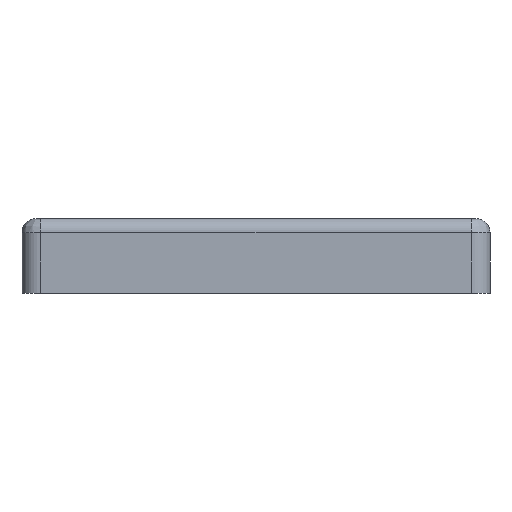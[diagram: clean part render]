
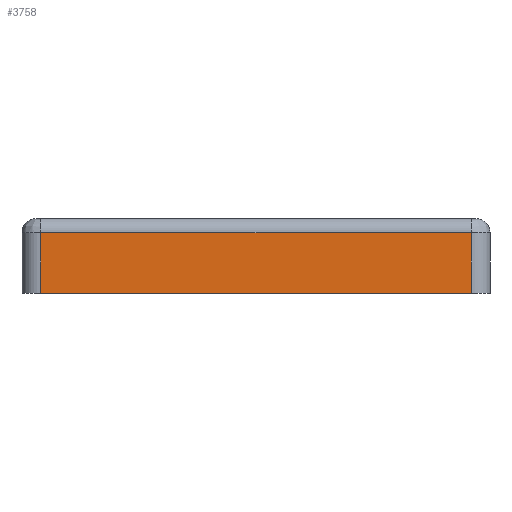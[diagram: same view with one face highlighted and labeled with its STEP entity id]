
A CAD part, front view. The second image highlights one B-rep face of the part: STEP entity #3758.
In plain terms, the highlighted planar face has unit normal (0, -1, 0).
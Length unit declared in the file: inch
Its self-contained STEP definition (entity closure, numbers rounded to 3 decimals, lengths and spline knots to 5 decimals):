
#351 = CARTESIAN_POINT ( 'NONE',  ( -1.81102, -1.9685, 0.62992 ) ) ;
#401 = DIRECTION ( 'NONE',  ( 0., 0., -1. ) ) ;
#549 = CARTESIAN_POINT ( 'NONE',  ( -1.9685, -1.9685, 0. ) ) ;
#813 = ORIENTED_EDGE ( 'NONE', *, *, #1121, .F. ) ;
#845 = LINE ( 'NONE', #351, #7097 ) ;
#1045 = ORIENTED_EDGE ( 'NONE', *, *, #9336, .F. ) ;
#1121 = EDGE_CURVE ( 'NONE', #6201, #2731, #7086, .T. ) ;
#1810 = ORIENTED_EDGE ( 'NONE', *, *, #6020, .F. ) ;
#2441 = VERTEX_POINT ( 'NONE', #6601 ) ;
#2589 = DIRECTION ( 'NONE',  ( 0., 1., 0. ) ) ;
#2731 = VERTEX_POINT ( 'NONE', #3741 ) ;
#2850 = DIRECTION ( 'NONE',  ( 0., 0., 1. ) ) ;
#3405 = CARTESIAN_POINT ( 'NONE',  ( 1.81102, -1.9685, 0.51181 ) ) ;
#3689 = FACE_OUTER_BOUND ( 'NONE', #9321, .T. ) ;
#3741 = CARTESIAN_POINT ( 'NONE',  ( 1.81102, -1.9685, 0. ) ) ;
#3758 = ADVANCED_FACE ( 'NONE', ( #3689 ), #7462, .F. ) ;
#4140 = AXIS2_PLACEMENT_3D ( 'NONE', #7495, #2589, #8308 ) ;
#4928 = ORIENTED_EDGE ( 'NONE', *, *, #7547, .F. ) ;
#5575 = DIRECTION ( 'NONE',  ( -1., 0., 0. ) ) ;
#6020 = EDGE_CURVE ( 'NONE', #2731, #2441, #9018, .T. ) ;
#6142 = VECTOR ( 'NONE', #9988, 39.37008 ) ;
#6201 = VERTEX_POINT ( 'NONE', #3405 ) ;
#6601 = CARTESIAN_POINT ( 'NONE',  ( -1.81102, -1.9685, 0. ) ) ;
#6825 = VECTOR ( 'NONE', #401, 39.37008 ) ;
#6847 = VECTOR ( 'NONE', #5575, 39.37008 ) ;
#7086 = LINE ( 'NONE', #9409, #6825 ) ;
#7097 = VECTOR ( 'NONE', #2850, 39.37008 ) ;
#7462 = PLANE ( 'NONE',  #4140 ) ;
#7495 = CARTESIAN_POINT ( 'NONE',  ( -1.9685, -1.9685, 0.62992 ) ) ;
#7547 = EDGE_CURVE ( 'NONE', #8078, #6201, #10441, .T. ) ;
#7835 = CARTESIAN_POINT ( 'NONE',  ( -1.9685, -1.9685, 0.51181 ) ) ;
#8078 = VERTEX_POINT ( 'NONE', #9450 ) ;
#8308 = DIRECTION ( 'NONE',  ( 0., 0., 1. ) ) ;
#9018 = LINE ( 'NONE', #549, #6847 ) ;
#9321 = EDGE_LOOP ( 'NONE', ( #4928, #1045, #1810, #813 ) ) ;
#9336 = EDGE_CURVE ( 'NONE', #2441, #8078, #845, .T. ) ;
#9409 = CARTESIAN_POINT ( 'NONE',  ( 1.81102, -1.9685, 0.62992 ) ) ;
#9450 = CARTESIAN_POINT ( 'NONE',  ( -1.81102, -1.9685, 0.51181 ) ) ;
#9988 = DIRECTION ( 'NONE',  ( 1., 0., 0. ) ) ;
#10441 = LINE ( 'NONE', #7835, #6142 ) ;
